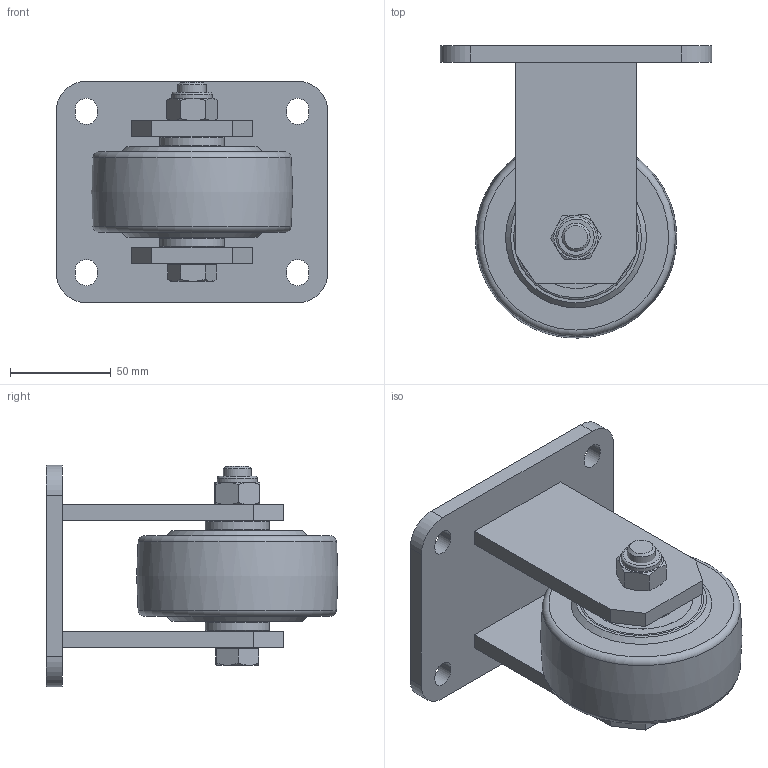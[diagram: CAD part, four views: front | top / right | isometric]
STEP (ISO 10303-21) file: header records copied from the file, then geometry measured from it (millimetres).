
FILE_DESCRIPTION (( 'STEP AP203' ), '1' );
FILE_NAME ('0028586_B-HS-GPA-100-K.STEP', '2017-05-09T06:09:50', ( '' ), ( '' ), 'SwSTEP 2.0', 'SolidWorks 2016', '' );
FILE_SCHEMA (( 'CONFIG_CONTROL_DESIGN' ));
Length unit declared in the file: millimetre
Products named in the file (1): 0028586_B-HS-GPA-100-K
Bounding box: 135 x 144.99 x 110 mm (x, y, z)
Surface area: 117844 mm2 (no closed solid volume)
Topology: 0 solids, 13 shells, 143 faces, 320 edges, 204 vertices
Faces by surface type: plane 63, cone 34, cylinder 33, torus 13
Full cylindrical faces by diameter (mm): 11.835 x1, 14 x3, 14.3 x2, 20 x1, 25 x4, 26 x1, 32 x2, 36.1 x2, 50.9 x3, 62 x2
Entity records: 3869 total; most frequent: CARTESIAN_POINT 814, DIRECTION 634, ORIENTED_EDGE 504, AXIS2_PLACEMENT_3D 266, EDGE_CURVE 260, EDGE_LOOP 228, VERTEX_POINT 194, FACE_OUTER_BOUND 177
